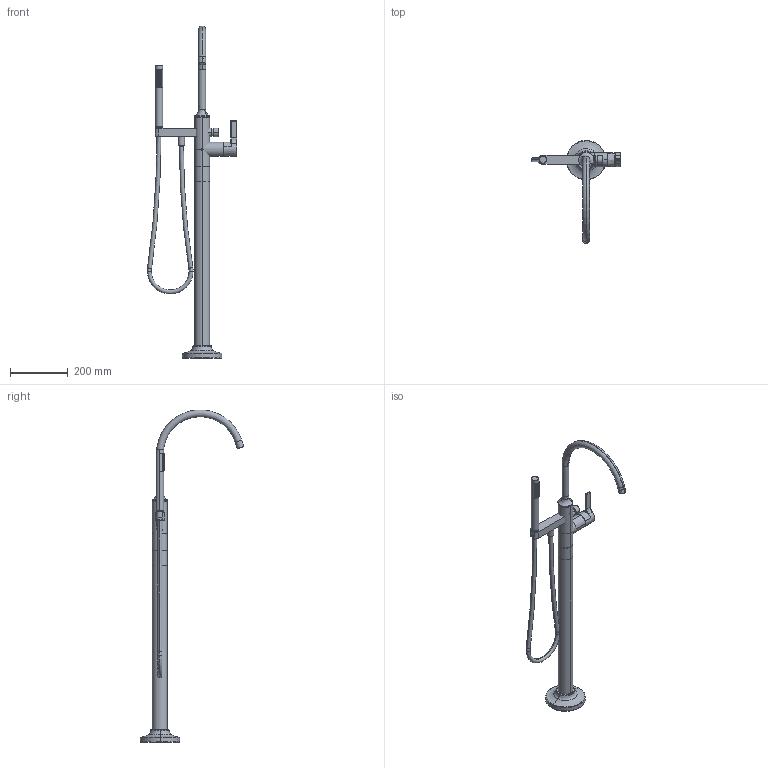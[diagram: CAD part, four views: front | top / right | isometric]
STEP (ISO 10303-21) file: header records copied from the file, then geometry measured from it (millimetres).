
FILE_DESCRIPTION (( 'STEP AP203' ), '1' );
FILE_NAME ('25863809.STEP', '2018-06-27T07:15:59', ( '' ), ( '' ), 'SwSTEP 2.0', 'SolidWorks 2017', '' );
FILE_SCHEMA (( 'CONFIG_CONTROL_DESIGN' ));
Length unit declared in the file: millimetre
Products named in the file (20): 25863809; Planungsmodell_Einsatz-+-04.12.11.140.10_03_K1; Planungsmodell_Rohr_gerade-+-28.568.780-10_ _K325 50 x 75; Planungsmodell_Handbrause-+-04.12.11.140.10_01_K1; Planungsmodell_Rohr_gerade-+-28.568.780-10_ _K218_46x46; Planungsmodell_Schlauch-+-09.30.02.072-01_ _K11_Einbau_25963885; Planungsmodell_Rohr_gerade-+-28.568.780-10_ _K141_30x28; Planungsmodell_Rosette-+-09.27.80.022-01; Planungsmodell_Rohr_gerade-+-28.568.780-10_ _K239_23,5X10; Planungsmodell_Rosette-+-09.27.80.023-01; Planungsmodell_Rohr_gerade-+-28.568.780-10_ _K240_30x18; Planungsmodell_Rohr_gerade-+-28.568.780-10_ _K316 45 x 30; Planungsmodell_Halter-+-09.17.20.026.94-01_ _K2; Planungsmodell_Rohr_gerade-+-28.568.780-10_ _K323 52 x 622,5; Planungsmodell_Rohr WFB-EHM Freist. 280x280x24-+--01; Planungsmodell_Koerper-+-04.12.11.140.10_04_K1; Planungsmodell_Rohr_gerade-+-28.568.780-10_ _K25_50x110; Planungsmodell_Hebel-+-09.20.80.022-01_K1; Planungsmodell_Einsatz-+-04.12.11.140.10_02_K1; Planungsmodell_Rohr_gerade-+-28.568.780-10_ _K324 52 x 172
Assembly tree (19 placements, depth 4):
  25863809
    Planungsmodell_Rohr_gerade-+-28.568.780-10_ _K323 52 x 622,5
    Planungsmodell_Rohr_gerade-+-28.568.780-10_ _K25_50x110
    Planungsmodell_Rohr_gerade-+-28.568.780-10_ _K324 52 x 172
    Planungsmodell_Rohr_gerade-+-28.568.780-10_ _K325 50 x 75
    Planungsmodell_Rohr_gerade-+-28.568.780-10_ _K218_46x46
    Planungsmodell_Rohr_gerade-+-28.568.780-10_ _K141_30x28
    Planungsmodell_Rohr_gerade-+-28.568.780-10_ _K239_23,5X10
    Planungsmodell_Rohr_gerade-+-28.568.780-10_ _K240_30x18
    Planungsmodell_Halter-+-09.17.20.026.94-01_ _K2
    Planungsmodell_Handbrause-+-04.12.11.140.10_01_K1
      Planungsmodell_Koerper-+-04.12.11.140.10_04_K1
      Planungsmodell_Einsatz-+-04.12.11.140.10_03_K1
        Planungsmodell_Einsatz-+-04.12.11.140.10_02_K1
    Planungsmodell_Schlauch-+-09.30.02.072-01_ _K11_Einbau_25963885
    Planungsmodell_Rosette-+-09.27.80.022-01
    Planungsmodell_Rosette-+-09.27.80.023-01
    Planungsmodell_Rohr_gerade-+-28.568.780-10_ _K316 45 x 30
    Planungsmodell_Rohr WFB-EHM Freist. 280x280x24-+--01
    Planungsmodell_Hebel-+-09.20.80.022-01_K1
Bounding box: 310.69 x 360.42 x 1154.58 mm (x, y, z)
Volume: 2896527.3 mm3; surface area: 476026.2 mm2
Topology: 17 solids, 19 shells, 506 faces, 1009 edges, 611 vertices
Faces by surface type: cylinder 184, torus 175, plane 122, cone 14, bspline 10, sphere 1
Entity records: 19478 total; most frequent: CARTESIAN_POINT 6677, DIRECTION 2491, ORIENTED_EDGE 2018, AXIS2_PLACEMENT_3D 1130, EDGE_CURVE 1009, VERTEX_POINT 611, CIRCLE 610, EDGE_LOOP 576
